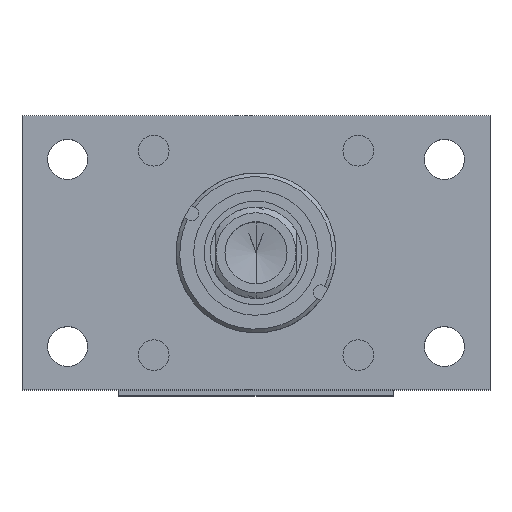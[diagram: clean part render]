
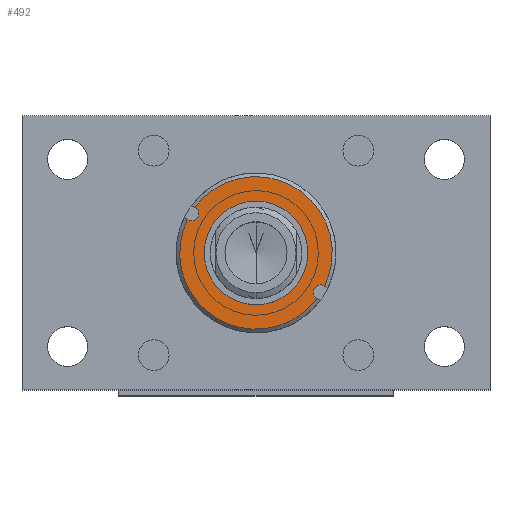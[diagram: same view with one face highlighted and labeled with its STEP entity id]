
A CAD part, top view. The second image highlights one B-rep face of the part: STEP entity #492.
In plain terms, the highlighted planar face has unit normal (0, 0, 1).
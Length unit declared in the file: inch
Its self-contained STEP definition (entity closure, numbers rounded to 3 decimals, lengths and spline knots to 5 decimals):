
#71 = VERTEX_POINT ( 'NONE', #5782 ) ;
#235 = VERTEX_POINT ( 'NONE', #2124 ) ;
#463 = CARTESIAN_POINT ( 'NONE',  ( 19.49558, 31.46727, -2.69734 ) ) ;
#472 = CARTESIAN_POINT ( 'NONE',  ( 19.49558, 31.20342, -2.69734 ) ) ;
#485 = DIRECTION ( 'NONE',  ( 0., 0., 1. ) ) ;
#492 = ADVANCED_FACE ( 'NONE', ( #2885, #8667 ), #8761, .F. ) ;
#511 = ORIENTED_EDGE ( 'NONE', *, *, #4437, .F. ) ;
#517 = CARTESIAN_POINT ( 'NONE',  ( 19.41758, 30.63592, -2.69734 ) ) ;
#775 = VERTEX_POINT ( 'NONE', #6653 ) ;
#797 = ORIENTED_EDGE ( 'NONE', *, *, #6350, .F. ) ;
#799 = CARTESIAN_POINT ( 'NONE',  ( 19.41758, 31.45966, -2.69734 ) ) ;
#975 = CIRCLE ( 'NONE', #8632, 0.078 ) ;
#1149 = VECTOR ( 'NONE', #2973, 39.37008 ) ;
#1381 = CIRCLE ( 'NONE', #4200, 0.5675 ) ;
#1481 = EDGE_CURVE ( 'NONE', #3781, #3564, #975, .T. ) ;
#1535 = DIRECTION ( 'NONE',  ( 1., 0., 0. ) ) ;
#1545 = DIRECTION ( 'NONE',  ( -1., 0., 0. ) ) ;
#1595 = ORIENTED_EDGE ( 'NONE', *, *, #3900, .T. ) ;
#1684 = AXIS2_PLACEMENT_3D ( 'NONE', #8532, #7134, #1535 ) ;
#2024 = CARTESIAN_POINT ( 'NONE',  ( 19.41758, 31.20342, -2.69734 ) ) ;
#2124 = CARTESIAN_POINT ( 'NONE',  ( 19.98508, 30.63592, -2.69734 ) ) ;
#2280 = ORIENTED_EDGE ( 'NONE', *, *, #2736, .T. ) ;
#2294 = CARTESIAN_POINT ( 'NONE',  ( 19.49558, 31.20342, -2.69734 ) ) ;
#2348 = CARTESIAN_POINT ( 'NONE',  ( 19.41758, 29.81218, -2.69734 ) ) ;
#2417 = VERTEX_POINT ( 'NONE', #5387 ) ;
#2704 = DIRECTION ( 'NONE',  ( 0., 0., -1. ) ) ;
#2736 = EDGE_CURVE ( 'NONE', #5634, #71, #3614, .T. ) ;
#2765 = DIRECTION ( 'NONE',  ( 0., 1., 0. ) ) ;
#2799 = AXIS2_PLACEMENT_3D ( 'NONE', #7408, #8006, #6051 ) ;
#2885 = FACE_BOUND ( 'NONE', #7791, .T. ) ;
#2973 = DIRECTION ( 'NONE',  ( 0., -1., 0. ) ) ;
#3050 = VERTEX_POINT ( 'NONE', #5477 ) ;
#3054 = VERTEX_POINT ( 'NONE', #5572 ) ;
#3055 = DIRECTION ( 'NONE',  ( 0., 0., -1. ) ) ;
#3059 = CARTESIAN_POINT ( 'NONE',  ( 19.41758, 30.63592, -2.69734 ) ) ;
#3153 = DIRECTION ( 'NONE',  ( 1., 0., 0. ) ) ;
#3468 = LINE ( 'NONE', #6274, #7238 ) ;
#3564 = VERTEX_POINT ( 'NONE', #4685 ) ;
#3592 = AXIS2_PLACEMENT_3D ( 'NONE', #799, #5012, #1545 ) ;
#3614 = CIRCLE ( 'NONE', #3592, 0.078 ) ;
#3781 = VERTEX_POINT ( 'NONE', #5704 ) ;
#3894 = CIRCLE ( 'NONE', #6407, 0.835 ) ;
#3900 = EDGE_CURVE ( 'NONE', #775, #5249, #4032, .T. ) ;
#3916 = DIRECTION ( 'NONE',  ( 1., 0., 0. ) ) ;
#4032 = CIRCLE ( 'NONE', #8376, 0.835 ) ;
#4129 = EDGE_LOOP ( 'NONE', ( #797, #1595, #6501, #2280, #7721, #7293, #6466, #6402, #8481 ) ) ;
#4200 = AXIS2_PLACEMENT_3D ( 'NONE', #8616, #7277, #3916 ) ;
#4263 = AXIS2_PLACEMENT_3D ( 'NONE', #2024, #2704, #6860 ) ;
#4325 = CARTESIAN_POINT ( 'NONE',  ( 19.33958, 31.20342, -2.69734 ) ) ;
#4437 = EDGE_CURVE ( 'NONE', #235, #3050, #7353, .T. ) ;
#4542 = EDGE_CURVE ( 'NONE', #2417, #3054, #7451, .T. ) ;
#4597 = ORIENTED_EDGE ( 'NONE', *, *, #5616, .F. ) ;
#4685 = CARTESIAN_POINT ( 'NONE',  ( 19.49558, 29.81218, -2.69734 ) ) ;
#5012 = DIRECTION ( 'NONE',  ( 0., 0., -1. ) ) ;
#5077 = VECTOR ( 'NONE', #5226, 39.37008 ) ;
#5178 = CARTESIAN_POINT ( 'NONE',  ( 19.49558, 31.45966, -2.69734 ) ) ;
#5226 = DIRECTION ( 'NONE',  ( 0., 1., 0. ) ) ;
#5249 = VERTEX_POINT ( 'NONE', #463 ) ;
#5355 = DIRECTION ( 'NONE',  ( 1., 0., 0. ) ) ;
#5387 = CARTESIAN_POINT ( 'NONE',  ( 18.58258, 30.63592, -2.69734 ) ) ;
#5402 = EDGE_CURVE ( 'NONE', #3054, #3781, #3468, .T. ) ;
#5477 = CARTESIAN_POINT ( 'NONE',  ( 18.85008, 30.63592, -2.69734 ) ) ;
#5572 = CARTESIAN_POINT ( 'NONE',  ( 19.33958, 29.80457, -2.69734 ) ) ;
#5614 = LINE ( 'NONE', #472, #5077 ) ;
#5616 = EDGE_CURVE ( 'NONE', #3050, #235, #1381, .T. ) ;
#5627 = DIRECTION ( 'NONE',  ( 0., -1., 0. ) ) ;
#5634 = VERTEX_POINT ( 'NONE', #5178 ) ;
#5704 = CARTESIAN_POINT ( 'NONE',  ( 19.33958, 29.81218, -2.69734 ) ) ;
#5782 = CARTESIAN_POINT ( 'NONE',  ( 19.33958, 31.45966, -2.69734 ) ) ;
#5800 = VERTEX_POINT ( 'NONE', #7476 ) ;
#5805 = EDGE_CURVE ( 'NONE', #5800, #2417, #3894, .T. ) ;
#6051 = DIRECTION ( 'NONE',  ( 1., 0., 0. ) ) ;
#6141 = EDGE_CURVE ( 'NONE', #5249, #5634, #7119, .T. ) ;
#6155 = EDGE_CURVE ( 'NONE', #5800, #71, #6377, .T. ) ;
#6274 = CARTESIAN_POINT ( 'NONE',  ( 19.33958, 31.20342, -2.69734 ) ) ;
#6350 = EDGE_CURVE ( 'NONE', #775, #3564, #5614, .T. ) ;
#6377 = LINE ( 'NONE', #4325, #8810 ) ;
#6402 = ORIENTED_EDGE ( 'NONE', *, *, #5402, .T. ) ;
#6407 = AXIS2_PLACEMENT_3D ( 'NONE', #517, #485, #5355 ) ;
#6466 = ORIENTED_EDGE ( 'NONE', *, *, #4542, .T. ) ;
#6501 = ORIENTED_EDGE ( 'NONE', *, *, #6141, .T. ) ;
#6586 = DIRECTION ( 'NONE',  ( 0., 0., 1. ) ) ;
#6653 = CARTESIAN_POINT ( 'NONE',  ( 19.49558, 29.80457, -2.69734 ) ) ;
#6860 = DIRECTION ( 'NONE',  ( -1., 0., 0. ) ) ;
#7119 = LINE ( 'NONE', #2294, #1149 ) ;
#7134 = DIRECTION ( 'NONE',  ( 0., 0., 1. ) ) ;
#7238 = VECTOR ( 'NONE', #2765, 39.37008 ) ;
#7277 = DIRECTION ( 'NONE',  ( 0., 0., 1. ) ) ;
#7293 = ORIENTED_EDGE ( 'NONE', *, *, #5805, .T. ) ;
#7353 = CIRCLE ( 'NONE', #1684, 0.5675 ) ;
#7408 = CARTESIAN_POINT ( 'NONE',  ( 19.41758, 30.63592, -2.69734 ) ) ;
#7451 = CIRCLE ( 'NONE', #2799, 0.835 ) ;
#7476 = CARTESIAN_POINT ( 'NONE',  ( 19.33958, 31.46727, -2.69734 ) ) ;
#7721 = ORIENTED_EDGE ( 'NONE', *, *, #6155, .F. ) ;
#7791 = EDGE_LOOP ( 'NONE', ( #511, #4597 ) ) ;
#8006 = DIRECTION ( 'NONE',  ( 0., 0., 1. ) ) ;
#8376 = AXIS2_PLACEMENT_3D ( 'NONE', #3059, #6586, #3153 ) ;
#8481 = ORIENTED_EDGE ( 'NONE', *, *, #1481, .T. ) ;
#8532 = CARTESIAN_POINT ( 'NONE',  ( 19.41758, 30.63592, -2.69734 ) ) ;
#8601 = DIRECTION ( 'NONE',  ( -1., 0., 0. ) ) ;
#8616 = CARTESIAN_POINT ( 'NONE',  ( 19.41758, 30.63592, -2.69734 ) ) ;
#8632 = AXIS2_PLACEMENT_3D ( 'NONE', #2348, #3055, #8601 ) ;
#8667 = FACE_OUTER_BOUND ( 'NONE', #4129, .T. ) ;
#8761 = PLANE ( 'NONE',  #4263 ) ;
#8810 = VECTOR ( 'NONE', #5627, 39.37008 ) ;
